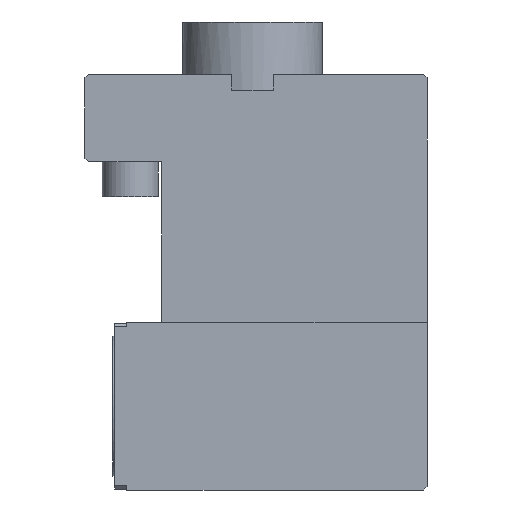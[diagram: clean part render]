
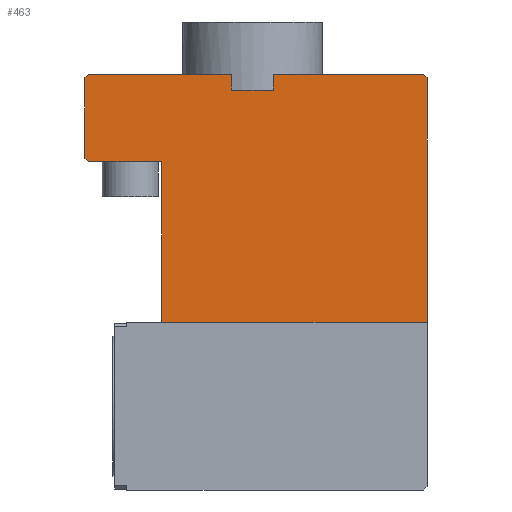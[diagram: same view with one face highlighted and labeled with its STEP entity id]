
A CAD part, front view. The second image highlights one B-rep face of the part: STEP entity #463.
In plain terms, the highlighted planar face has unit normal (0, -1, 0).
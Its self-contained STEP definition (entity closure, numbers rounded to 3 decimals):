
#92=FACE_OUTER_BOUND('',#631,.T.);
#123=LINE('',#2027,#273);
#148=LINE('',#2246,#298);
#189=LINE('',#2328,#339);
#222=LINE('',#2395,#372);
#223=LINE('',#2398,#373);
#224=LINE('',#2400,#374);
#225=LINE('',#2401,#375);
#226=LINE('',#2403,#376);
#227=LINE('',#2405,#377);
#228=LINE('',#2407,#378);
#229=LINE('',#2409,#379);
#230=LINE('',#2411,#380);
#231=LINE('',#2412,#381);
#232=LINE('',#2414,#382);
#273=VECTOR('',#1625,1.);
#298=VECTOR('',#1734,1.);
#339=VECTOR('',#1785,1.);
#372=VECTOR('',#1854,1.);
#373=VECTOR('',#1855,1.);
#374=VECTOR('',#1856,1.);
#375=VECTOR('',#1857,1.);
#376=VECTOR('',#1858,1.);
#377=VECTOR('',#1859,1.);
#378=VECTOR('',#1860,1.);
#379=VECTOR('',#1861,1.);
#380=VECTOR('',#1862,1.);
#381=VECTOR('',#1863,1.);
#382=VECTOR('',#1864,1.);
#463=ADVANCED_FACE('',(#92),#525,.T.);
#525=PLANE('',#1548);
#631=EDGE_LOOP('',(#897,#898,#899,#900,#901,#902,#903,#904,#905,#906,#907,
#908,#909,#910));
#897=ORIENTED_EDGE('',*,*,#1329,.F.);
#898=ORIENTED_EDGE('',*,*,#1330,.F.);
#899=ORIENTED_EDGE('',*,*,#1331,.T.);
#900=ORIENTED_EDGE('',*,*,#1205,.T.);
#901=ORIENTED_EDGE('',*,*,#1332,.F.);
#902=ORIENTED_EDGE('',*,*,#1333,.F.);
#903=ORIENTED_EDGE('',*,*,#1334,.F.);
#904=ORIENTED_EDGE('',*,*,#1335,.F.);
#905=ORIENTED_EDGE('',*,*,#1336,.F.);
#906=ORIENTED_EDGE('',*,*,#1337,.F.);
#907=ORIENTED_EDGE('',*,*,#1254,.F.);
#908=ORIENTED_EDGE('',*,*,#1295,.T.);
#909=ORIENTED_EDGE('',*,*,#1338,.T.);
#910=ORIENTED_EDGE('',*,*,#1339,.T.);
#1069=VERTEX_POINT('',#2020);
#1072=VERTEX_POINT('',#2026);
#1108=VERTEX_POINT('',#2245);
#1109=VERTEX_POINT('',#2247);
#1144=VERTEX_POINT('',#2327);
#1161=VERTEX_POINT('',#2396);
#1162=VERTEX_POINT('',#2397);
#1163=VERTEX_POINT('',#2399);
#1164=VERTEX_POINT('',#2402);
#1165=VERTEX_POINT('',#2404);
#1166=VERTEX_POINT('',#2406);
#1167=VERTEX_POINT('',#2408);
#1168=VERTEX_POINT('',#2410);
#1169=VERTEX_POINT('',#2413);
#1205=EDGE_CURVE('',#1069,#1072,#123,.T.);
#1254=EDGE_CURVE('',#1108,#1109,#148,.T.);
#1295=EDGE_CURVE('',#1108,#1144,#189,.T.);
#1329=EDGE_CURVE('',#1161,#1162,#222,.T.);
#1330=EDGE_CURVE('',#1163,#1161,#223,.T.);
#1331=EDGE_CURVE('',#1163,#1069,#224,.T.);
#1332=EDGE_CURVE('',#1164,#1072,#225,.T.);
#1333=EDGE_CURVE('',#1165,#1164,#226,.T.);
#1334=EDGE_CURVE('',#1166,#1165,#227,.T.);
#1335=EDGE_CURVE('',#1167,#1166,#228,.T.);
#1336=EDGE_CURVE('',#1168,#1167,#229,.T.);
#1337=EDGE_CURVE('',#1109,#1168,#230,.T.);
#1338=EDGE_CURVE('',#1144,#1169,#231,.T.);
#1339=EDGE_CURVE('',#1169,#1162,#232,.T.);
#1548=AXIS2_PLACEMENT_3D('',#2415,#1865,#1866);
#1625=DIRECTION('',(-1.,0.,0.));
#1734=DIRECTION('',(-1.,0.,0.));
#1785=DIRECTION('',(0.,0.,1.));
#1854=DIRECTION('',(0.,0.,1.));
#1855=DIRECTION('',(1.,0.,0.));
#1856=DIRECTION('',(0.,0.,1.));
#1857=DIRECTION('',(0.707,0.,0.707));
#1858=DIRECTION('',(0.,0.,1.));
#1859=DIRECTION('',(-0.707,0.,0.707));
#1860=DIRECTION('',(-1.,0.,0.));
#1861=DIRECTION('',(-1.,0.,0.));
#1862=DIRECTION('',(0.,0.,1.));
#1863=DIRECTION('',(-0.707,0.,0.707));
#1864=DIRECTION('',(-1.,0.,0.));
#1865=DIRECTION('',(0.,-1.,0.));
#1866=DIRECTION('',(0.,0.,-1.));
#2020=CARTESIAN_POINT('',(-6.,-39.,0.));
#2026=CARTESIAN_POINT('',(-47.,-39.,0.));
#2027=CARTESIAN_POINT('',(183.535,-39.,0.));
#2245=CARTESIAN_POINT('',(50.,-39.,-71.));
#2246=CARTESIAN_POINT('',(183.535,-39.,-71.));
#2247=CARTESIAN_POINT('',(-26.,-39.,-71.));
#2327=CARTESIAN_POINT('',(50.,-39.,-1.));
#2328=CARTESIAN_POINT('',(50.,-39.,-118.));
#2395=CARTESIAN_POINT('',(6.,-39.,-4.5));
#2396=CARTESIAN_POINT('',(6.,-39.,-4.5));
#2397=CARTESIAN_POINT('',(6.,-39.,0.));
#2398=CARTESIAN_POINT('',(6.,-39.,-4.5));
#2399=CARTESIAN_POINT('',(-6.,-39.,-4.5));
#2400=CARTESIAN_POINT('',(-6.,-39.,-4.5));
#2401=CARTESIAN_POINT('',(-47.,-39.,0.));
#2402=CARTESIAN_POINT('',(-48.,-39.,-1.));
#2403=CARTESIAN_POINT('',(-48.,-39.,-1.));
#2404=CARTESIAN_POINT('',(-48.,-39.,-24.));
#2405=CARTESIAN_POINT('',(-48.,-39.,-24.));
#2406=CARTESIAN_POINT('',(-47.,-39.,-25.));
#2407=CARTESIAN_POINT('',(-26.,-39.,-25.));
#2408=CARTESIAN_POINT('',(-35.,-39.,-25.));
#2409=CARTESIAN_POINT('',(-26.,-39.,-25.));
#2410=CARTESIAN_POINT('',(-26.,-39.,-25.));
#2411=CARTESIAN_POINT('',(-26.,-39.,-25.));
#2412=CARTESIAN_POINT('',(50.,-39.,-1.));
#2413=CARTESIAN_POINT('',(49.,-39.,0.));
#2414=CARTESIAN_POINT('',(183.535,-39.,0.));
#2415=CARTESIAN_POINT('',(183.535,-39.,-71.));
